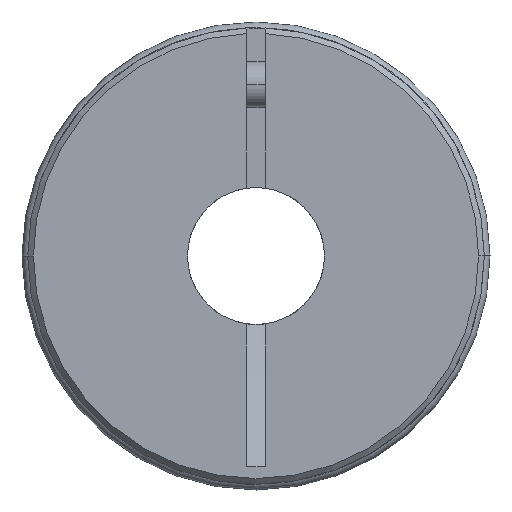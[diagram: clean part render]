
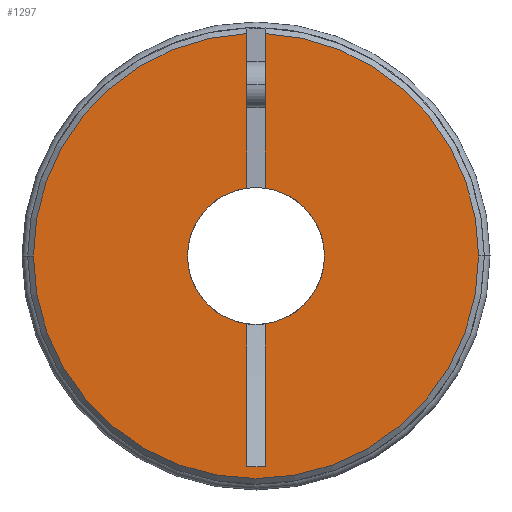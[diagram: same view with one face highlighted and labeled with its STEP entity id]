
A CAD part, left-side view. The second image highlights one B-rep face of the part: STEP entity #1297.
In plain terms, the highlighted planar face has unit normal (-1, 0, 0).
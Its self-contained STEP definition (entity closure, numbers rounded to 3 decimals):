
#1297=ADVANCED_FACE('',(#3372),#3373,.T.);
#2181=VERTEX_POINT('',#4287);
#2185=VERTEX_POINT('',#4291);
#2187=EDGE_CURVE('',#2181,#2185,#4293,.T.);
#2195=VERTEX_POINT('',#4301);
#2201=EDGE_CURVE('',#2195,#2181,#4307,.T.);
#2215=VERTEX_POINT('',#4321);
#2219=VERTEX_POINT('',#4325);
#2221=EDGE_CURVE('',#2219,#2215,#4327,.T.);
#2229=VERTEX_POINT('',#4335);
#2235=VERTEX_POINT('',#4341);
#2237=EDGE_CURVE('',#2235,#2229,#4343,.T.);
#2479=VERTEX_POINT('',#4585);
#2481=EDGE_CURVE('',#2479,#2235,#4587,.T.);
#2565=VERTEX_POINT('',#4671);
#2569=VERTEX_POINT('',#4675);
#2571=EDGE_CURVE('',#2569,#2565,#4677,.T.);
#2575=VERTEX_POINT('',#4681);
#2579=EDGE_CURVE('',#2565,#2575,#4685,.T.);
#2581=VERTEX_POINT('',#4687);
#2585=EDGE_CURVE('',#2581,#2569,#4691,.T.);
#2587=EDGE_CURVE('',#2215,#2185,#4693,.T.);
#2591=EDGE_CURVE('',#2575,#2219,#4697,.T.);
#2593=EDGE_CURVE('',#2229,#2581,#4699,.T.);
#2595=EDGE_CURVE('',#2479,#2195,#4701,.T.);
#3372=FACE_OUTER_BOUND('',#5468,.T.);
#3373=PLANE('',#5469);
#4287=CARTESIAN_POINT('',(0.0,19.5,0.));
#4291=CARTESIAN_POINT('',(0.0,0.8,19.484));
#4293=CIRCLE('',#6684,19.5);
#4301=CARTESIAN_POINT('',(0.0,-19.5,0.));
#4307=CIRCLE('',#6712,19.5);
#4321=CARTESIAN_POINT('',(0.0,0.8,5.946));
#4325=CARTESIAN_POINT('',(0.0,6.0,0.));
#4327=CIRCLE('',#6739,6.0);
#4335=CARTESIAN_POINT('',(0.0,-6.0,0.));
#4341=CARTESIAN_POINT('',(0.0,-0.8,5.946));
#4343=CIRCLE('',#6761,6.0);
#4585=CARTESIAN_POINT('',(0.0,-0.8,19.484));
#4587=LINE('',#7356,#7357);
#4671=CARTESIAN_POINT('',(0.,0.8,-18.458));
#4675=CARTESIAN_POINT('',(0.,-0.8,-18.458));
#4677=LINE('',#7507,#7508);
#4681=CARTESIAN_POINT('',(0.0,0.8,-5.946));
#4685=LINE('',#7520,#7521);
#4687=CARTESIAN_POINT('',(0.0,-0.8,-5.946));
#4691=LINE('',#7530,#7531);
#4693=LINE('',#7534,#7535);
#4697=CIRCLE('',#7541,6.0);
#4699=CIRCLE('',#7544,6.0);
#4701=CIRCLE('',#7547,19.5);
#5468=EDGE_LOOP('',(#9328,#9329,#9330,#9331,#9332,#9333,#9334,#9335,#9336,#9337,#9338,#9339));
#5469=AXIS2_PLACEMENT_3D('',#9340,#9341,#9342);
#6684=AXIS2_PLACEMENT_3D('',#10202,#10203,#10204);
#6712=AXIS2_PLACEMENT_3D('',#10209,#10210,#10211);
#6739=AXIS2_PLACEMENT_3D('',#10220,#10221,#10222);
#6761=AXIS2_PLACEMENT_3D('',#10228,#10229,#10230);
#7356=CARTESIAN_POINT('',(0.0,-0.8,1.291));
#7357=VECTOR('',#10351,1.0);
#7507=CARTESIAN_POINT('',(0.0,0.,-18.458));
#7508=VECTOR('',#10411,1.0);
#7520=CARTESIAN_POINT('',(0.0,0.8,1.291));
#7521=VECTOR('',#10416,1.0);
#7530=CARTESIAN_POINT('',(0.0,-0.8,1.291));
#7531=VECTOR('',#10418,1.0);
#7534=CARTESIAN_POINT('',(0.0,0.8,1.291));
#7535=VECTOR('',#10419,1.0);
#7541=AXIS2_PLACEMENT_3D('',#10423,#10424,#10425);
#7544=AXIS2_PLACEMENT_3D('',#10426,#10427,#10428);
#7547=AXIS2_PLACEMENT_3D('',#10429,#10430,#10431);
#9328=ORIENTED_EDGE('',*,*,#2587,.T.);
#9329=ORIENTED_EDGE('',*,*,#2187,.F.);
#9330=ORIENTED_EDGE('',*,*,#2201,.F.);
#9331=ORIENTED_EDGE('',*,*,#2595,.F.);
#9332=ORIENTED_EDGE('',*,*,#2481,.T.);
#9333=ORIENTED_EDGE('',*,*,#2237,.T.);
#9334=ORIENTED_EDGE('',*,*,#2593,.T.);
#9335=ORIENTED_EDGE('',*,*,#2585,.T.);
#9336=ORIENTED_EDGE('',*,*,#2571,.T.);
#9337=ORIENTED_EDGE('',*,*,#2579,.T.);
#9338=ORIENTED_EDGE('',*,*,#2591,.T.);
#9339=ORIENTED_EDGE('',*,*,#2221,.T.);
#9340=CARTESIAN_POINT('',(0.0,-12.75,0.0));
#9341=DIRECTION('',(-1.0,0.0,0.0));
#9342=DIRECTION('',(0.0,0.0,1.0));
#10202=CARTESIAN_POINT('',(0.0,0.0,0.0));
#10203=DIRECTION('',(1.0,0.0,0.0));
#10204=DIRECTION('',(0.0,-1.0,0.0));
#10209=CARTESIAN_POINT('',(0.0,0.0,0.0));
#10210=DIRECTION('',(1.0,0.0,0.0));
#10211=DIRECTION('',(0.0,-1.0,0.0));
#10220=CARTESIAN_POINT('',(0.0,0.0,0.0));
#10221=DIRECTION('',(1.0,0.0,0.0));
#10222=DIRECTION('',(0.0,-1.0,0.0));
#10228=CARTESIAN_POINT('',(0.0,0.0,0.0));
#10229=DIRECTION('',(1.0,0.0,0.0));
#10230=DIRECTION('',(0.0,-1.0,0.0));
#10351=DIRECTION('',(0.0,0.0,-1.0));
#10411=DIRECTION('',(-0.0,1.0,-0.0));
#10416=DIRECTION('',(0.0,0.0,1.0));
#10418=DIRECTION('',(0.0,0.0,-1.0));
#10419=DIRECTION('',(0.0,0.0,1.0));
#10423=CARTESIAN_POINT('',(0.0,0.0,0.0));
#10424=DIRECTION('',(1.0,0.0,0.0));
#10425=DIRECTION('',(0.0,-1.0,0.0));
#10426=CARTESIAN_POINT('',(0.0,0.0,0.0));
#10427=DIRECTION('',(1.0,0.0,0.0));
#10428=DIRECTION('',(0.0,-1.0,0.0));
#10429=CARTESIAN_POINT('',(0.0,0.0,0.0));
#10430=DIRECTION('',(1.0,0.0,0.0));
#10431=DIRECTION('',(0.0,-1.0,0.0));
